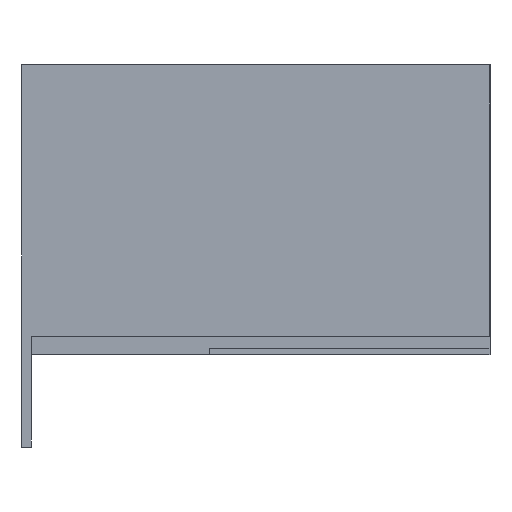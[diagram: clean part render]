
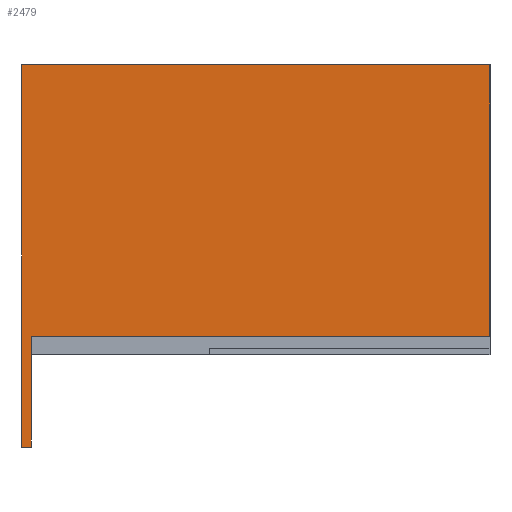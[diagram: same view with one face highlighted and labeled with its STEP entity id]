
A CAD part, left-side view. The second image highlights one B-rep face of the part: STEP entity #2479.
In plain terms, the highlighted planar face has unit normal (-1, 0, 0).
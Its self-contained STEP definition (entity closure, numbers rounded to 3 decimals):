
#2452=AXIS2_PLACEMENT_3D('Plane Axis2P3D',#2449,#2450,#2451) ;
#1294=CARTESIAN_POINT('Vertex',(-69.75,103.5,162.5)) ;
#1297=CARTESIAN_POINT('Line Origine',(-69.75,51.75,162.5)) ;
#1301=CARTESIAN_POINT('Vertex',(-69.75,0.,162.5)) ;
#1660=CARTESIAN_POINT('Vertex',(-69.75,101.5,102.5)) ;
#1663=CARTESIAN_POINT('Line Origine',(-69.75,101.5,90.25)) ;
#1667=CARTESIAN_POINT('Vertex',(-69.75,101.5,78.)) ;
#1760=CARTESIAN_POINT('Line Origine',(-69.75,0.,132.5)) ;
#1764=CARTESIAN_POINT('Vertex',(-69.75,0.,102.5)) ;
#2449=CARTESIAN_POINT('Axis2P3D Location',(-69.75,0.,0.)) ;
#2454=CARTESIAN_POINT('Line Origine',(-69.75,103.5,120.25)) ;
#2458=CARTESIAN_POINT('Vertex',(-69.75,103.5,78.)) ;
#2461=CARTESIAN_POINT('Line Origine',(-69.75,102.5,78.)) ;
#2466=CARTESIAN_POINT('Line Origine',(-69.75,50.75,102.5)) ;
#1298=DIRECTION('Vector Direction',(0.,1.,0.)) ;
#1664=DIRECTION('Vector Direction',(0.,0.,1.)) ;
#1761=DIRECTION('Vector Direction',(0.,0.,1.)) ;
#2450=DIRECTION('Axis2P3D Direction',(1.,0.,0.)) ;
#2451=DIRECTION('Axis2P3D XDirection',(0.,1.,0.)) ;
#2455=DIRECTION('Vector Direction',(0.,0.,-1.)) ;
#2462=DIRECTION('Vector Direction',(0.,-1.,0.)) ;
#2467=DIRECTION('Vector Direction',(0.,-1.,0.)) ;
#1299=VECTOR('Line Direction',#1298,1.) ;
#1665=VECTOR('Line Direction',#1664,1.) ;
#1762=VECTOR('Line Direction',#1761,1.) ;
#2456=VECTOR('Line Direction',#2455,1.) ;
#2463=VECTOR('Line Direction',#2462,1.) ;
#2468=VECTOR('Line Direction',#2467,1.) ;
#2472=ORIENTED_EDGE('',*,*,#1303,.F.) ;
#2473=ORIENTED_EDGE('',*,*,#2460,.F.) ;
#2474=ORIENTED_EDGE('',*,*,#2465,.F.) ;
#2475=ORIENTED_EDGE('',*,*,#1669,.F.) ;
#2476=ORIENTED_EDGE('',*,*,#2470,.F.) ;
#2477=ORIENTED_EDGE('',*,*,#1766,.F.) ;
#2479=ADVANCED_FACE('Copriterminale alto HTC superiore',(#2478),#2453,.F.) ;
#1303=EDGE_CURVE('',#1295,#1302,#1300,.F.) ;
#1669=EDGE_CURVE('',#1661,#1668,#1666,.F.) ;
#1766=EDGE_CURVE('',#1302,#1765,#1763,.F.) ;
#2460=EDGE_CURVE('',#2459,#1295,#2457,.F.) ;
#2465=EDGE_CURVE('',#1668,#2459,#2464,.F.) ;
#2470=EDGE_CURVE('',#1765,#1661,#2469,.F.) ;
#2471=EDGE_LOOP('',(#2472,#2473,#2474,#2475,#2476,#2477)) ;
#2478=FACE_OUTER_BOUND('',#2471,.T.) ;
#1300=LINE('Line',#1297,#1299) ;
#1666=LINE('Line',#1663,#1665) ;
#1763=LINE('Line',#1760,#1762) ;
#2457=LINE('Line',#2454,#2456) ;
#2464=LINE('Line',#2461,#2463) ;
#2469=LINE('Line',#2466,#2468) ;
#2453=PLANE('',#2452) ;
#1295=VERTEX_POINT('',#1294) ;
#1302=VERTEX_POINT('',#1301) ;
#1661=VERTEX_POINT('',#1660) ;
#1668=VERTEX_POINT('',#1667) ;
#1765=VERTEX_POINT('',#1764) ;
#2459=VERTEX_POINT('',#2458) ;
